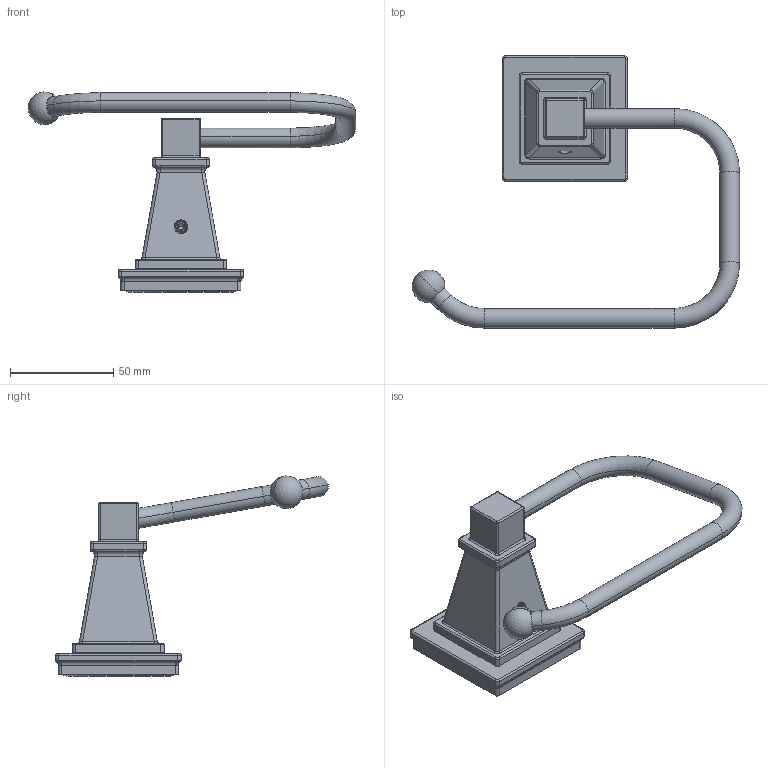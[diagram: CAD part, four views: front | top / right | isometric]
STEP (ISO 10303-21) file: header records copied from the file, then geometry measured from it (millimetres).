
FILE_DESCRIPTION((''),'2;1');
FILE_NAME('43-27_ASM','2018-02-05T',('rsmith'),(''),'PRO/ENGINEER BY PARAMETRIC TECHNOLOGY CORPORATION, 2013150','PRO/ENGINEER BY PARAMETRIC TECHNOLOGY CORPORATION, 2013150','');
FILE_SCHEMA(('CONFIG_CONTROL_DESIGN'));
Length unit declared in the file: inch
Products named in the file (9): 12559; 91161; 20-193_ASM; 40656; 40664; 40649; 7-725_ASM; 92031; 43-27_ASM
Assembly tree (9 placements, depth 3):
  43-27_ASM
    20-193_ASM
      12559
      91161
    40656
    7-725_ASM
      40664
      40649
    92031  x2
Bounding box: 158.59 x 132.05 x 96.93 mm (x, y, z)
Volume: 96296.9 mm3; surface area: 65717.2 mm2
Topology: 7 solids, 11 shells, 658 faces, 1534 edges, 899 vertices
Faces by surface type: cylinder 255, bspline 148, plane 119, cone 86, torus 38, sphere 12
Entity records: 27340 total; most frequent: CARTESIAN_POINT 14598, ORIENTED_EDGE 2712, DIRECTION 2474, EDGE_CURVE 1370, AXIS2_PLACEMENT_3D 997, VERTEX_POINT 816, EDGE_LOOP 622, FACE_OUTER_BOUND 588
